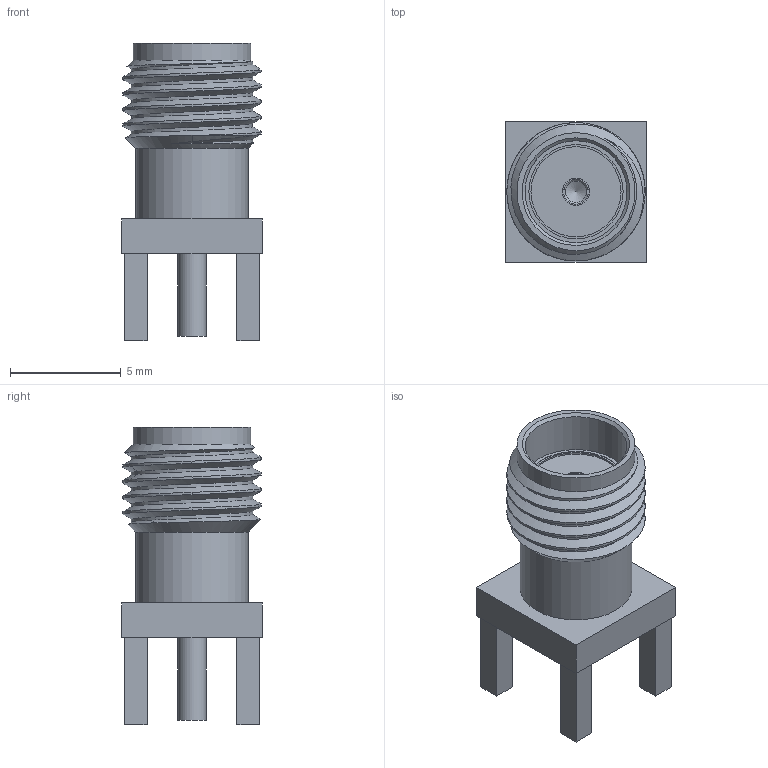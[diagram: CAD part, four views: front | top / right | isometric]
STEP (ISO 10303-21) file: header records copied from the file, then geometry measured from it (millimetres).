
FILE_DESCRIPTION(/* description */ (''),/* implementation_level */ '2;1');
FILE_NAME(/* name */ '901-144.step',/* time_stamp */ '2023-11-10T11:56:37-08:00',/* author */ (''),/* organization */ (''),/* preprocessor_version */ 'ST-DEVELOPER v20',/* originating_system */ 'Autodesk Translation Framework v12.14.0.127',/* authorisation */ '');
FILE_SCHEMA (('AUTOMOTIVE_DESIGN { 1 0 10303 214 3 1 1 }'));
Length unit declared in the file: inch
Products named in the file (1): (Unsaved)
Bounding box: 6.35 x 6.35 x 13.46 mm (x, y, z)
Volume: 235.4 mm3; surface area: 420.6 mm2
Topology: 1 solids, 1 shells, 68 faces, 167 edges, 110 vertices
Faces by surface type: plane 39, cylinder 13, bspline 9, cone 7
Full cylindrical faces by diameter (mm): 0.965 x1, 1.24 x1, 1.27 x1, 4.077 x1, 4.267 x1, 4.61 x1, 5.08 x1, 5.334 x1, 6.257 x3
Entity records: 5863 total; most frequent: CARTESIAN_POINT 4287, ORIENTED_EDGE 332, DIRECTION 281, EDGE_CURVE 166, VERTEX_POINT 110, LINE 99, VECTOR 99, AXIS2_PLACEMENT_3D 91
